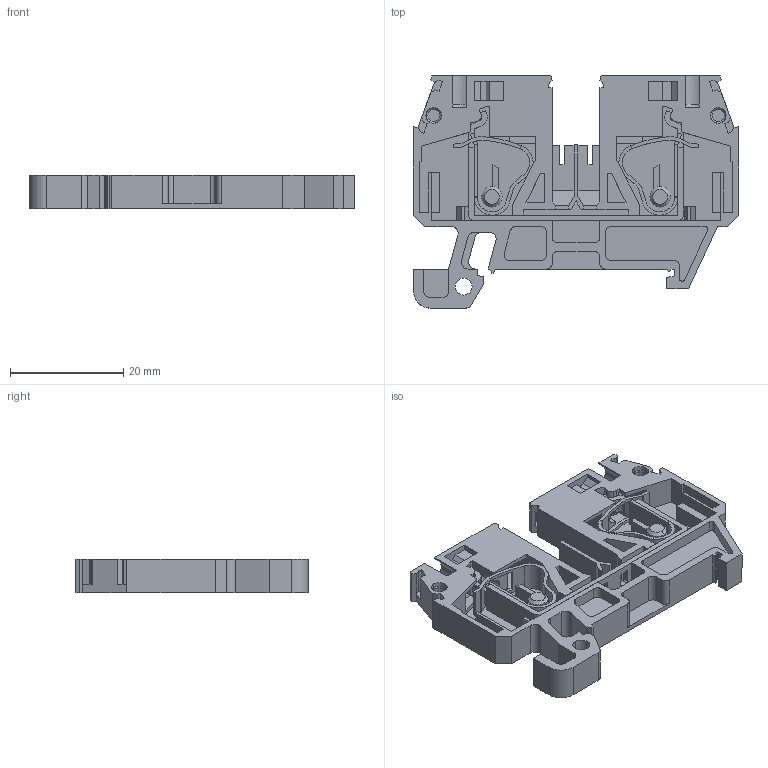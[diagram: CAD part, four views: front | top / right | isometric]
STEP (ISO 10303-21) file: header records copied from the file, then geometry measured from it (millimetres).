
FILE_DESCRIPTION (( 'STEP AP214' ), '1' );
FILE_NAME ('DN-Q10B-A.STEP', '2019-10-28T12:35:17', ( '' ), ( '' ), 'SwSTEP 2.0', 'SolidWorks 2019', '' );
FILE_SCHEMA (( 'AUTOMOTIVE_DESIGN' ));
Length unit declared in the file: inch
Products named in the file (1): DN-Q10B-A
Bounding box: 57.4 x 41 x 6 mm (x, y, z)
Volume: 5530 mm3; surface area: 9929.6 mm2
Topology: 10 solids, 10 shells, 564 faces, 1574 edges, 1031 vertices
Faces by surface type: plane 411, cylinder 129, bspline 16, cone 8
Entity records: 25978 total; most frequent: CARTESIAN_POINT 3833, ORIENTED_EDGE 3148, DIRECTION 2908, EDGE_CURVE 1574, LINE 1262, VECTOR 1262, VERTEX_POINT 1031, AXIS2_PLACEMENT_3D 823
